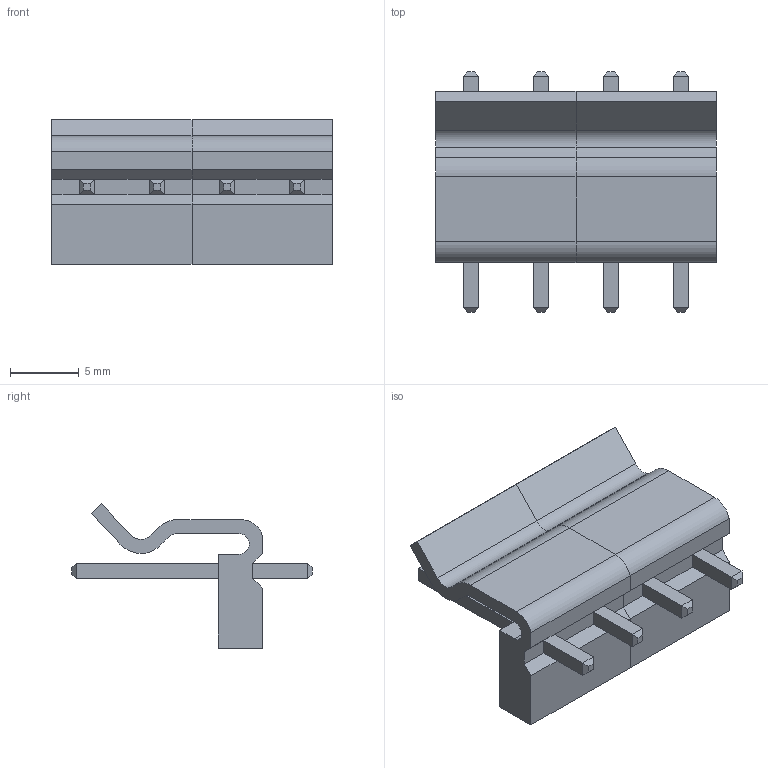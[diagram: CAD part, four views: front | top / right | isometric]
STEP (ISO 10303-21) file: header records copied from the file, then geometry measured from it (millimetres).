
FILE_DESCRIPTION(('STEP AP214'), '1');
FILE_NAME('MPW-6', '2022-12-12T10:22:21', ('ava'), (''), 'ASCON STEP Converter 1.3', 'ASCON Math Kernel', '');
FILE_SCHEMA(('AUTOMOTIVE_DESIGN { 1 0 10303 214 3 1 1}'));
Length unit declared in the file: millimetre
Products named in the file (2): 3; 4
Assembly tree (2 placements, depth 2):
  3
    4  x2
Bounding box: 20.32 x 17.4 x 10.45 mm (x, y, z)
Volume: 791.3 mm3; surface area: 1405.4 mm2
Topology: 2 solids, 2 shells, 122 faces, 294 edges, 180 vertices
Faces by surface type: plane 106, bspline 12, cylinder 4
Entity records: 2470 total; most frequent: CARTESIAN_POINT 506, ORIENTED_EDGE 294, DIRECTION 248, EDGE_CURVE 147, LINE 124, VECTOR 124, VERTEX_POINT 90, FACE_BOUND 63
